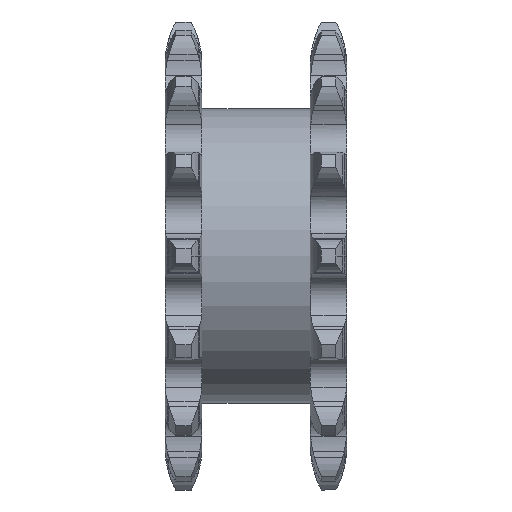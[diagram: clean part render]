
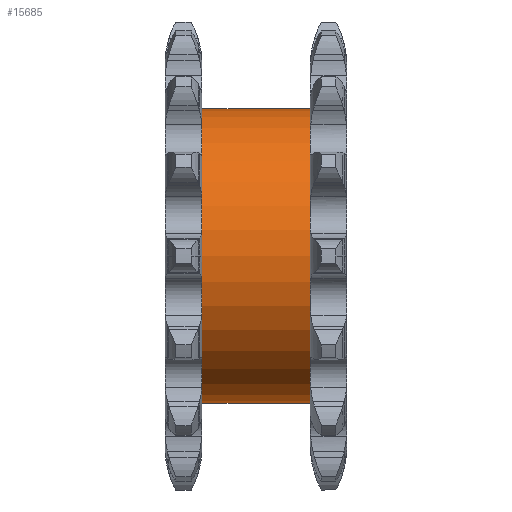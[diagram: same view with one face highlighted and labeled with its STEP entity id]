
A CAD part, front view. The second image highlights one B-rep face of the part: STEP entity #15685.
In plain terms, the highlighted cylindrical face has radius 15.875 mm (diameter 31.75 mm), a partial arc.
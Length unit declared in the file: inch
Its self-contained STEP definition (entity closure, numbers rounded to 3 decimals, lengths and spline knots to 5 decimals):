
#1193 = DIRECTION ( 'NONE',  ( 1., 0., 0. ) ) ;
#2015 = CARTESIAN_POINT ( 'NONE',  ( -0.46, 0., 0. ) ) ;
#2518 = EDGE_CURVE ( 'NONE', #6850, #10491, #18852, .T. ) ;
#3544 = DIRECTION ( 'NONE',  ( 0., 0., 1. ) ) ;
#3586 = EDGE_CURVE ( 'NONE', #14973, #6458, #9110, .T. ) ;
#3627 = ORIENTED_EDGE ( 'NONE', *, *, #7018, .F. ) ;
#4149 = CARTESIAN_POINT ( 'NONE',  ( -0.46, 0., -0.625 ) ) ;
#5051 = VECTOR ( 'NONE', #16390, 39.37008 ) ;
#5196 = AXIS2_PLACEMENT_3D ( 'NONE', #2015, #12674, #3544 ) ;
#5506 = CARTESIAN_POINT ( 'NONE',  ( -0.46, 0., 0. ) ) ;
#5695 = CARTESIAN_POINT ( 'NONE',  ( 0., 0., -0.625 ) ) ;
#5805 = EDGE_LOOP ( 'NONE', ( #15341, #3627, #14795, #14463 ) ) ;
#6458 = VERTEX_POINT ( 'NONE', #5695 ) ;
#6699 = VECTOR ( 'NONE', #1193, 39.37008 ) ;
#6850 = VERTEX_POINT ( 'NONE', #11290 ) ;
#7018 = EDGE_CURVE ( 'NONE', #14973, #6850, #8653, .T. ) ;
#7453 = CARTESIAN_POINT ( 'NONE',  ( -0.46, 0., -0.625 ) ) ;
#8646 = DIRECTION ( 'NONE',  ( -1., 0., 0. ) ) ;
#8653 = CIRCLE ( 'NONE', #5196, 0.625 ) ;
#8797 = CARTESIAN_POINT ( 'NONE',  ( -0.46, 0., 0.625 ) ) ;
#9110 = LINE ( 'NONE', #7453, #5051 ) ;
#9227 = AXIS2_PLACEMENT_3D ( 'NONE', #5506, #16092, #16150 ) ;
#10491 = VERTEX_POINT ( 'NONE', #17812 ) ;
#10740 = AXIS2_PLACEMENT_3D ( 'NONE', #17779, #8646, #19288 ) ;
#11290 = CARTESIAN_POINT ( 'NONE',  ( -0.46, 0., 0.625 ) ) ;
#12674 = DIRECTION ( 'NONE',  ( -1., 0., 0. ) ) ;
#14463 = ORIENTED_EDGE ( 'NONE', *, *, #14720, .T. ) ;
#14720 = EDGE_CURVE ( 'NONE', #6458, #10491, #18044, .T. ) ;
#14795 = ORIENTED_EDGE ( 'NONE', *, *, #3586, .T. ) ;
#14973 = VERTEX_POINT ( 'NONE', #4149 ) ;
#15341 = ORIENTED_EDGE ( 'NONE', *, *, #2518, .F. ) ;
#15637 = FACE_OUTER_BOUND ( 'NONE', #5805, .T. ) ;
#15685 = ADVANCED_FACE ( 'NONE', ( #15637 ), #19196, .T. ) ;
#16092 = DIRECTION ( 'NONE',  ( 1., 0., 0. ) ) ;
#16150 = DIRECTION ( 'NONE',  ( 0., 0., -1. ) ) ;
#16390 = DIRECTION ( 'NONE',  ( 1., 0., 0. ) ) ;
#17779 = CARTESIAN_POINT ( 'NONE',  ( 0., 0., 0. ) ) ;
#17812 = CARTESIAN_POINT ( 'NONE',  ( 0., 0., 0.625 ) ) ;
#18044 = CIRCLE ( 'NONE', #10740, 0.625 ) ;
#18852 = LINE ( 'NONE', #8797, #6699 ) ;
#19196 = CYLINDRICAL_SURFACE ( 'NONE', #9227, 0.625 ) ;
#19288 = DIRECTION ( 'NONE',  ( 0., 0., -1. ) ) ;
